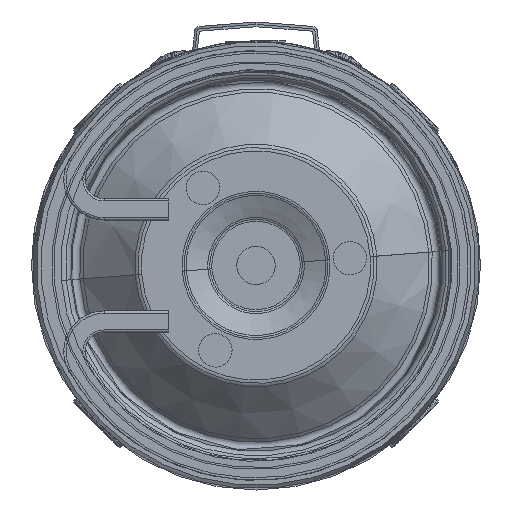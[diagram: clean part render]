
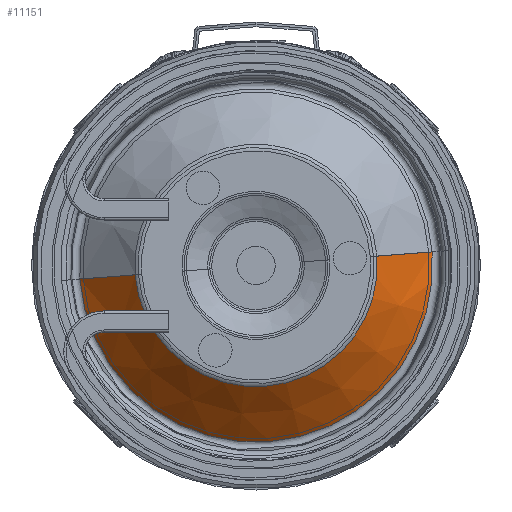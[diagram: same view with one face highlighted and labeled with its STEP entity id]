
A CAD part, front view. The second image highlights one B-rep face of the part: STEP entity #11151.
In plain terms, the highlighted conical face has half-angle 46.546 degrees and reference radius 25.375 mm.
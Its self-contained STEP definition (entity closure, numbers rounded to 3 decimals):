
#985 = VECTOR ( 'NONE', #35359, 1000. ) ;
#1353 = CARTESIAN_POINT ( 'NONE',  ( 0., 11.526, -36.962 ) ) ;
#2622 = EDGE_CURVE ( 'NONE', #16125, #19911, #33105, .T. ) ;
#2992 = VERTEX_POINT ( 'NONE', #32858 ) ;
#4211 = EDGE_CURVE ( 'NONE', #2992, #16125, #8411, .T. ) ;
#4878 = CARTESIAN_POINT ( 'NONE',  ( 0., 0.548, 25.376 ) ) ;
#5012 = DIRECTION ( 'NONE',  ( 0., 0., 1. ) ) ;
#5901 = CARTESIAN_POINT ( 'NONE',  ( 0., 0.548, 25.376 ) ) ;
#6160 = DIRECTION ( 'NONE',  ( 0., 1., 0. ) ) ;
#7453 = ORIENTED_EDGE ( 'NONE', *, *, #4211, .F. ) ;
#8411 = LINE ( 'NONE', #17104, #985 ) ;
#8563 = DIRECTION ( 'NONE',  ( 0., 0.688, 0.726 ) ) ;
#10559 = AXIS2_PLACEMENT_3D ( 'NONE', #13137, #34698, #5012 ) ;
#11151 = ADVANCED_FACE ( 'NONE', ( #21418 ), #27453, .T. ) ;
#11798 = CIRCLE ( 'NONE', #10559, 25.376 ) ;
#13137 = CARTESIAN_POINT ( 'NONE',  ( 0., 0.548, 0. ) ) ;
#13890 = EDGE_LOOP ( 'NONE', ( #7453, #14544, #22888, #22103 ) ) ;
#14544 = ORIENTED_EDGE ( 'NONE', *, *, #19197, .T. ) ;
#16125 = VERTEX_POINT ( 'NONE', #1353 ) ;
#16684 = VERTEX_POINT ( 'NONE', #5901 ) ;
#17104 = CARTESIAN_POINT ( 'NONE',  ( 0., 0.548, -25.376 ) ) ;
#19197 = EDGE_CURVE ( 'NONE', #2992, #16684, #11798, .T. ) ;
#19911 = VERTEX_POINT ( 'NONE', #36679 ) ;
#20106 = AXIS2_PLACEMENT_3D ( 'NONE', #27652, #6160, #36019 ) ;
#21418 = FACE_OUTER_BOUND ( 'NONE', #13890, .T. ) ;
#22103 = ORIENTED_EDGE ( 'NONE', *, *, #2622, .F. ) ;
#22888 = ORIENTED_EDGE ( 'NONE', *, *, #34837, .T. ) ;
#23718 = AXIS2_PLACEMENT_3D ( 'NONE', #27837, #27650, #27269 ) ;
#27269 = DIRECTION ( 'NONE',  ( 0., 0., 1. ) ) ;
#27453 = CONICAL_SURFACE ( 'NONE', #23718, 25.376, 0.812 ) ;
#27650 = DIRECTION ( 'NONE',  ( 0., 1., 0. ) ) ;
#27652 = CARTESIAN_POINT ( 'NONE',  ( 0., 11.526, 0. ) ) ;
#27837 = CARTESIAN_POINT ( 'NONE',  ( 0., 0.548, 0. ) ) ;
#29096 = LINE ( 'NONE', #4878, #35424 ) ;
#32858 = CARTESIAN_POINT ( 'NONE',  ( 0., 0.548, -25.376 ) ) ;
#33105 = CIRCLE ( 'NONE', #20106, 36.962 ) ;
#34698 = DIRECTION ( 'NONE',  ( 0., 1., 0. ) ) ;
#34837 = EDGE_CURVE ( 'NONE', #16684, #19911, #29096, .T. ) ;
#35359 = DIRECTION ( 'NONE',  ( 0., 0.688, -0.726 ) ) ;
#35424 = VECTOR ( 'NONE', #8563, 1000. ) ;
#36019 = DIRECTION ( 'NONE',  ( 0., 0., 1. ) ) ;
#36679 = CARTESIAN_POINT ( 'NONE',  ( 0., 11.526, 36.962 ) ) ;
